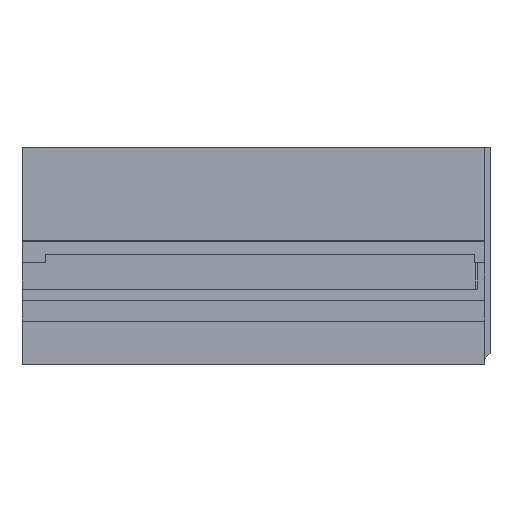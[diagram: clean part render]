
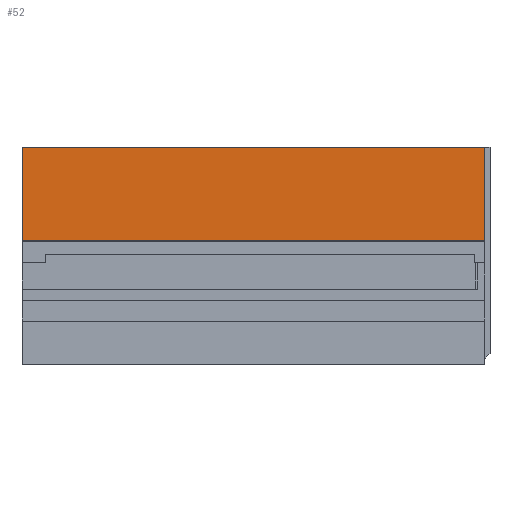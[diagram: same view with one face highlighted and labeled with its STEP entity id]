
A CAD part, top view. The second image highlights one B-rep face of the part: STEP entity #52.
In plain terms, the highlighted planar face has unit normal (0, 0, 1).
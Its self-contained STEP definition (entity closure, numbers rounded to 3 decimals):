
#52=ADVANCED_FACE('',(#140),#96,.T.);
#96=PLANE('',#943);
#140=FACE_OUTER_BOUND('',#184,.T.);
#184=EDGE_LOOP('',(#328,#329,#330,#331));
#328=ORIENTED_EDGE('',*,*,#571,.F.);
#329=ORIENTED_EDGE('',*,*,#594,.T.);
#330=ORIENTED_EDGE('',*,*,#627,.T.);
#331=ORIENTED_EDGE('',*,*,#635,.T.);
#485=VERTEX_POINT('',#1236);
#486=VERTEX_POINT('',#1238);
#504=VERTEX_POINT('',#1281);
#529=VERTEX_POINT('',#1347);
#571=EDGE_CURVE('',#485,#486,#697,.T.);
#594=EDGE_CURVE('',#485,#504,#720,.T.);
#627=EDGE_CURVE('',#504,#529,#753,.T.);
#635=EDGE_CURVE('',#529,#486,#761,.T.);
#697=LINE('',#1237,#823);
#720=LINE('',#1282,#846);
#753=LINE('',#1349,#879);
#761=LINE('',#1364,#887);
#823=VECTOR('',#1000,1.);
#846=VECTOR('',#1029,1.);
#879=VECTOR('',#1078,1.);
#887=VECTOR('',#1096,1.);
#943=AXIS2_PLACEMENT_3D('',#1365,#1097,#1098);
#1000=DIRECTION('',(1.,0.,0.));
#1029=DIRECTION('',(0.,-1.,0.));
#1078=DIRECTION('',(1.,0.,0.));
#1096=DIRECTION('',(0.,1.,0.));
#1097=DIRECTION('',(0.,0.,1.));
#1098=DIRECTION('',(0.,1.,0.));
#1236=CARTESIAN_POINT('',(-17.25,16.,3.35));
#1237=CARTESIAN_POINT('',(-17.25,16.,3.35));
#1238=CARTESIAN_POINT('',(16.85,16.,3.35));
#1281=CARTESIAN_POINT('',(-17.25,9.1,3.35));
#1282=CARTESIAN_POINT('',(-17.25,16.,3.35));
#1347=CARTESIAN_POINT('',(16.85,9.1,3.35));
#1349=CARTESIAN_POINT('',(-17.25,9.1,3.35));
#1364=CARTESIAN_POINT('',(16.85,16.,3.35));
#1365=CARTESIAN_POINT('',(-17.25,16.,3.35));
